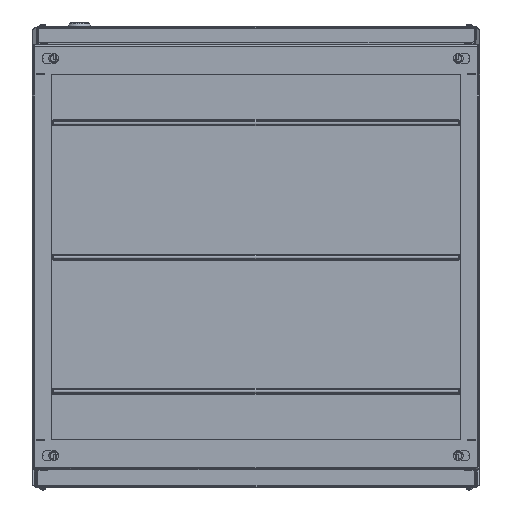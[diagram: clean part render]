
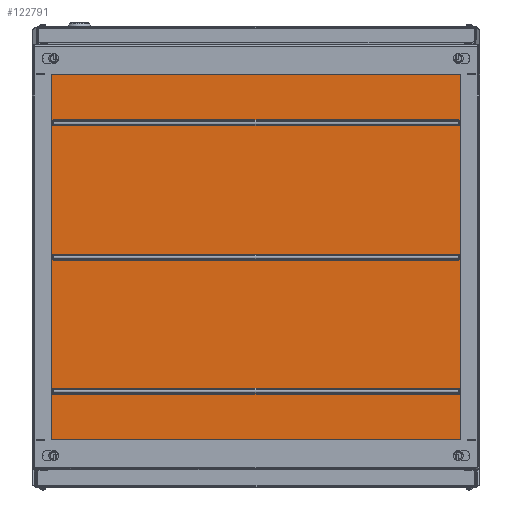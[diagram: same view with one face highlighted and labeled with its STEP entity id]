
A CAD part, front view. The second image highlights one B-rep face of the part: STEP entity #122791.
In plain terms, the highlighted planar face has unit normal (0, -1, 0).
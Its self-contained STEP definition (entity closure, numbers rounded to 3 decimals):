
#330 = CARTESIAN_POINT ( 'NONE',  ( -271.4, 1800., -176. ) ) ;
#1142 = ORIENTED_EDGE ( 'NONE', *, *, #5445, .T. ) ;
#1534 = CARTESIAN_POINT ( 'NONE',  ( -300., 1800., -285. ) ) ;
#2769 = DIRECTION ( 'NONE',  ( 0., 0., -1. ) ) ;
#5445 = EDGE_CURVE ( 'NONE', #97637, #56266, #36529, .T. ) ;
#6061 = CARTESIAN_POINT ( 'NONE',  ( 300., 1800., 285. ) ) ;
#6142 = EDGE_CURVE ( 'NONE', #40086, #21443, #89050, .T. ) ;
#7102 = DIRECTION ( 'NONE',  ( 0., 0., -1. ) ) ;
#7653 = ORIENTED_EDGE ( 'NONE', *, *, #48009, .T. ) ;
#10233 = CIRCLE ( 'NONE', #118095, 4. ) ;
#12485 = VERTEX_POINT ( 'NONE', #24685 ) ;
#13837 = VECTOR ( 'NONE', #138575, 1000. ) ;
#14334 = EDGE_CURVE ( 'NONE', #66018, #98877, #33255, .T. ) ;
#14758 = CARTESIAN_POINT ( 'NONE',  ( -300., 1800., 285. ) ) ;
#15277 = ORIENTED_EDGE ( 'NONE', *, *, #14334, .T. ) ;
#16598 = DIRECTION ( 'NONE',  ( -1., 0., 0. ) ) ;
#16656 = CARTESIAN_POINT ( 'NONE',  ( -271.4, 1800., 176. ) ) ;
#16669 = DIRECTION ( 'NONE',  ( 0., 1., 0. ) ) ;
#16850 = EDGE_LOOP ( 'NONE', ( #103581, #36434, #71631, #18964 ) ) ;
#18964 = ORIENTED_EDGE ( 'NONE', *, *, #64162, .T. ) ;
#21443 = VERTEX_POINT ( 'NONE', #330 ) ;
#22050 = CIRCLE ( 'NONE', #136563, 4. ) ;
#24685 = CARTESIAN_POINT ( 'NONE',  ( 271.4, 1800., 184. ) ) ;
#26415 = CARTESIAN_POINT ( 'NONE',  ( -271.4, 1800., -184. ) ) ;
#27671 = DIRECTION ( 'NONE',  ( 1., 0., 0. ) ) ;
#28675 = VECTOR ( 'NONE', #16598, 1000. ) ;
#28737 = CARTESIAN_POINT ( 'NONE',  ( 271.4, 1800., 4. ) ) ;
#28745 = CARTESIAN_POINT ( 'NONE',  ( -271.4, 1800., 4. ) ) ;
#28747 = CIRCLE ( 'NONE', #145808, 4. ) ;
#29542 = CARTESIAN_POINT ( 'NONE',  ( -271.4, 1800., -4. ) ) ;
#30380 = EDGE_CURVE ( 'NONE', #37964, #155914, #88716, .T. ) ;
#31832 = FACE_OUTER_BOUND ( 'NONE', #16850, .T. ) ;
#33255 = CIRCLE ( 'NONE', #141843, 4. ) ;
#36434 = ORIENTED_EDGE ( 'NONE', *, *, #112028, .F. ) ;
#36529 = CIRCLE ( 'NONE', #92502, 4. ) ;
#37327 = CARTESIAN_POINT ( 'NONE',  ( -271.4, 1800., 184. ) ) ;
#37602 = CARTESIAN_POINT ( 'NONE',  ( -271.4, 1800., -184. ) ) ;
#37964 = VERTEX_POINT ( 'NONE', #55324 ) ;
#39542 = LINE ( 'NONE', #125771, #47375 ) ;
#40086 = VERTEX_POINT ( 'NONE', #37602 ) ;
#43373 = DIRECTION ( 'NONE',  ( 0., 1., 0. ) ) ;
#44318 = EDGE_LOOP ( 'NONE', ( #15277, #119988, #7653, #138210 ) ) ;
#46840 = EDGE_CURVE ( 'NONE', #21443, #108338, #73144, .T. ) ;
#47094 = ORIENTED_EDGE ( 'NONE', *, *, #91578, .T. ) ;
#47375 = VECTOR ( 'NONE', #114281, 1000. ) ;
#48009 = EDGE_CURVE ( 'NONE', #12485, #123117, #10233, .T. ) ;
#48743 = CARTESIAN_POINT ( 'NONE',  ( -271.4, 1800., 0. ) ) ;
#48845 = VECTOR ( 'NONE', #81119, 1000. ) ;
#51547 = ORIENTED_EDGE ( 'NONE', *, *, #6142, .T. ) ;
#51583 = DIRECTION ( 'NONE',  ( -1., 0., 0. ) ) ;
#53826 = EDGE_CURVE ( 'NONE', #98877, #12485, #99908, .T. ) ;
#54850 = DIRECTION ( 'NONE',  ( 0., 0., -1. ) ) ;
#55243 = FACE_BOUND ( 'NONE', #132554, .T. ) ;
#55324 = CARTESIAN_POINT ( 'NONE',  ( 300., 1800., -285. ) ) ;
#55907 = VERTEX_POINT ( 'NONE', #117483 ) ;
#56266 = VERTEX_POINT ( 'NONE', #99294 ) ;
#60003 = CARTESIAN_POINT ( 'NONE',  ( -300., 1800., 285. ) ) ;
#60490 = EDGE_CURVE ( 'NONE', #95476, #40086, #81723, .T. ) ;
#61837 = DIRECTION ( 'NONE',  ( 0., 0., -1. ) ) ;
#61865 = CARTESIAN_POINT ( 'NONE',  ( -271.4, 1800., -176. ) ) ;
#61935 = LINE ( 'NONE', #28745, #93216 ) ;
#63420 = VECTOR ( 'NONE', #63845, 1000. ) ;
#63845 = DIRECTION ( 'NONE',  ( 1., 0., 0. ) ) ;
#64162 = EDGE_CURVE ( 'NONE', #155914, #64527, #39542, .T. ) ;
#64527 = VERTEX_POINT ( 'NONE', #60003 ) ;
#66018 = VERTEX_POINT ( 'NONE', #16656 ) ;
#68354 = PLANE ( 'NONE',  #159437 ) ;
#68860 = DIRECTION ( 'NONE',  ( 0., 1., 0. ) ) ;
#70599 = LINE ( 'NONE', #74102, #13837 ) ;
#71631 = ORIENTED_EDGE ( 'NONE', *, *, #30380, .T. ) ;
#72304 = ORIENTED_EDGE ( 'NONE', *, *, #60490, .T. ) ;
#72403 = EDGE_CURVE ( 'NONE', #108338, #95476, #28747, .T. ) ;
#73144 = LINE ( 'NONE', #61865, #63420 ) ;
#73907 = CARTESIAN_POINT ( 'NONE',  ( 300., 1800., 285. ) ) ;
#74037 = VERTEX_POINT ( 'NONE', #28737 ) ;
#74102 = CARTESIAN_POINT ( 'NONE',  ( -271.4, 1800., -4. ) ) ;
#75053 = CARTESIAN_POINT ( 'NONE',  ( 271.4, 1800., -176. ) ) ;
#76706 = CARTESIAN_POINT ( 'NONE',  ( 300., 1800., 285. ) ) ;
#78226 = ORIENTED_EDGE ( 'NONE', *, *, #128765, .T. ) ;
#80589 = CARTESIAN_POINT ( 'NONE',  ( 300., 1800., -285. ) ) ;
#80958 = CARTESIAN_POINT ( 'NONE',  ( 271.4, 1800., 180. ) ) ;
#81119 = DIRECTION ( 'NONE',  ( -1., 0., 0. ) ) ;
#81723 = LINE ( 'NONE', #26415, #136410 ) ;
#82167 = DIRECTION ( 'NONE',  ( 1., 0., 0. ) ) ;
#86599 = EDGE_CURVE ( 'NONE', #123117, #66018, #103067, .T. ) ;
#86710 = FACE_BOUND ( 'NONE', #44318, .T. ) ;
#87024 = CARTESIAN_POINT ( 'NONE',  ( 271.4, 1800., -180. ) ) ;
#87610 = DIRECTION ( 'NONE',  ( 0., 1., 0. ) ) ;
#88716 = LINE ( 'NONE', #73907, #129736 ) ;
#89050 = CIRCLE ( 'NONE', #118827, 4. ) ;
#89166 = CARTESIAN_POINT ( 'NONE',  ( 271.4, 1800., 0. ) ) ;
#89222 = EDGE_LOOP ( 'NONE', ( #51547, #135831, #162358, #72304 ) ) ;
#91329 = DIRECTION ( 'NONE',  ( 0., 0., -1. ) ) ;
#91578 = EDGE_CURVE ( 'NONE', #56266, #74037, #61935, .T. ) ;
#92502 = AXIS2_PLACEMENT_3D ( 'NONE', #48743, #87610, #61837 ) ;
#93216 = VECTOR ( 'NONE', #27671, 1000. ) ;
#95476 = VERTEX_POINT ( 'NONE', #141800 ) ;
#96016 = VECTOR ( 'NONE', #82167, 1000. ) ;
#97040 = LINE ( 'NONE', #14758, #130300 ) ;
#97637 = VERTEX_POINT ( 'NONE', #29542 ) ;
#98877 = VERTEX_POINT ( 'NONE', #37327 ) ;
#99294 = CARTESIAN_POINT ( 'NONE',  ( -271.4, 1800., 4. ) ) ;
#99908 = LINE ( 'NONE', #157041, #96016 ) ;
#102509 = CARTESIAN_POINT ( 'NONE',  ( -271.4, 1800., 180. ) ) ;
#103067 = LINE ( 'NONE', #129211, #28675 ) ;
#103581 = ORIENTED_EDGE ( 'NONE', *, *, #113996, .F. ) ;
#108338 = VERTEX_POINT ( 'NONE', #75053 ) ;
#112028 = EDGE_CURVE ( 'NONE', #37964, #124910, #115379, .T. ) ;
#113996 = EDGE_CURVE ( 'NONE', #124910, #64527, #97040, .T. ) ;
#114281 = DIRECTION ( 'NONE',  ( -1., 0., 0. ) ) ;
#115344 = DIRECTION ( 'NONE',  ( 0., 1., 0. ) ) ;
#115379 = LINE ( 'NONE', #80589, #48845 ) ;
#117483 = CARTESIAN_POINT ( 'NONE',  ( 271.4, 1800., -4. ) ) ;
#118095 = AXIS2_PLACEMENT_3D ( 'NONE', #80958, #68860, #91329 ) ;
#118827 = AXIS2_PLACEMENT_3D ( 'NONE', #130304, #43373, #54850 ) ;
#119988 = ORIENTED_EDGE ( 'NONE', *, *, #53826, .T. ) ;
#122791 = ADVANCED_FACE ( 'NONE', ( #55243, #161056, #86710, #31832 ), #68354, .T. ) ;
#123117 = VERTEX_POINT ( 'NONE', #148113 ) ;
#123834 = EDGE_CURVE ( 'NONE', #55907, #97637, #70599, .T. ) ;
#124910 = VERTEX_POINT ( 'NONE', #1534 ) ;
#125771 = CARTESIAN_POINT ( 'NONE',  ( 300., 1800., 285. ) ) ;
#128765 = EDGE_CURVE ( 'NONE', #74037, #55907, #22050, .T. ) ;
#129211 = CARTESIAN_POINT ( 'NONE',  ( -271.4, 1800., 176. ) ) ;
#129736 = VECTOR ( 'NONE', #161435, 1000. ) ;
#130300 = VECTOR ( 'NONE', #150965, 1000. ) ;
#130304 = CARTESIAN_POINT ( 'NONE',  ( -271.4, 1800., -180. ) ) ;
#132554 = EDGE_LOOP ( 'NONE', ( #1142, #47094, #78226, #152025 ) ) ;
#135831 = ORIENTED_EDGE ( 'NONE', *, *, #46840, .T. ) ;
#136152 = DIRECTION ( 'NONE',  ( 0., 1., 0. ) ) ;
#136410 = VECTOR ( 'NONE', #51583, 1000. ) ;
#136563 = AXIS2_PLACEMENT_3D ( 'NONE', #89166, #115344, #2769 ) ;
#138210 = ORIENTED_EDGE ( 'NONE', *, *, #86599, .T. ) ;
#138575 = DIRECTION ( 'NONE',  ( -1., 0., 0. ) ) ;
#141800 = CARTESIAN_POINT ( 'NONE',  ( 271.4, 1800., -184. ) ) ;
#141843 = AXIS2_PLACEMENT_3D ( 'NONE', #102509, #16669, #142971 ) ;
#142971 = DIRECTION ( 'NONE',  ( 0., 0., -1. ) ) ;
#145808 = AXIS2_PLACEMENT_3D ( 'NONE', #87024, #136152, #161372 ) ;
#148113 = CARTESIAN_POINT ( 'NONE',  ( 271.4, 1800., 176. ) ) ;
#150965 = DIRECTION ( 'NONE',  ( 0., 0., 1. ) ) ;
#152025 = ORIENTED_EDGE ( 'NONE', *, *, #123834, .T. ) ;
#155887 = DIRECTION ( 'NONE',  ( 0., -1., 0. ) ) ;
#155914 = VERTEX_POINT ( 'NONE', #76706 ) ;
#157041 = CARTESIAN_POINT ( 'NONE',  ( -271.4, 1800., 184. ) ) ;
#159437 = AXIS2_PLACEMENT_3D ( 'NONE', #6061, #155887, #7102 ) ;
#161056 = FACE_BOUND ( 'NONE', #89222, .T. ) ;
#161372 = DIRECTION ( 'NONE',  ( 0., 0., -1. ) ) ;
#161435 = DIRECTION ( 'NONE',  ( 0., 0., 1. ) ) ;
#162358 = ORIENTED_EDGE ( 'NONE', *, *, #72403, .T. ) ;
